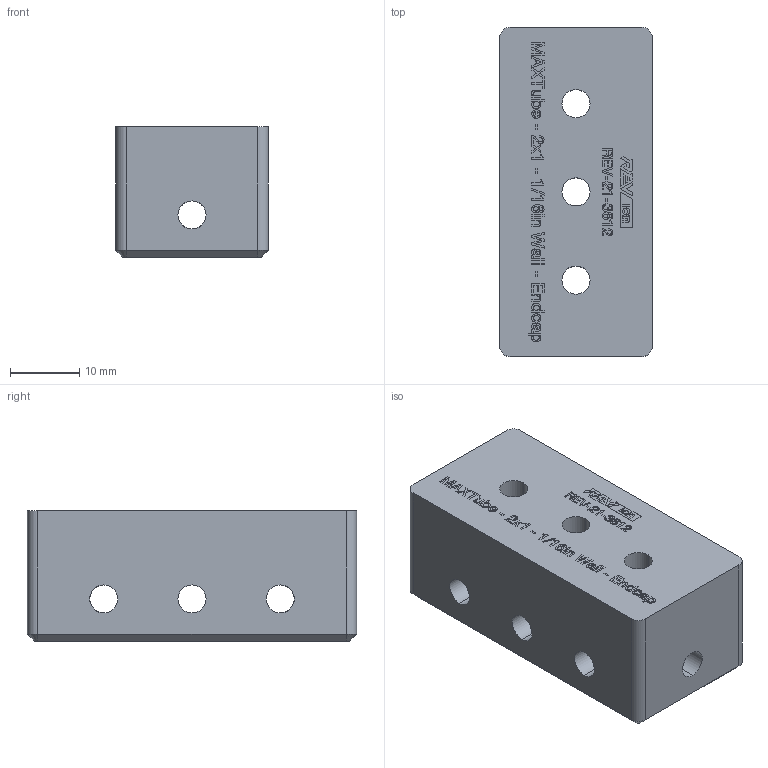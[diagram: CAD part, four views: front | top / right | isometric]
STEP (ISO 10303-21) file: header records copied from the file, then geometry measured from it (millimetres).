
FILE_DESCRIPTION (( 'STEP AP203' ), '1' );
FILE_NAME ('REV-21-3612.STEP', '2024-12-09T23:52:58', ( '' ), ( '' ), 'SwSTEP 2.0', 'SolidWorks 2022', '' );
FILE_SCHEMA (( 'CONFIG_CONTROL_DESIGN' ));
Length unit declared in the file: inch
Products named in the file (1): REV-21-3612
Bounding box: 21.98 x 47.38 x 18.8 mm (x, y, z)
Volume: 13123.8 mm3; surface area: 6200.2 mm2
Topology: 1 solids, 1 shells, 656 faces, 1779 edges, 1180 vertices
Faces by surface type: plane 469, bspline 149, cylinder 34, cone 4
Entity records: 28768 total; most frequent: CARTESIAN_POINT 13077, ORIENTED_EDGE 3558, DIRECTION 2553, EDGE_CURVE 1779, LINE 1409, VECTOR 1409, VERTEX_POINT 1180, EDGE_LOOP 733
